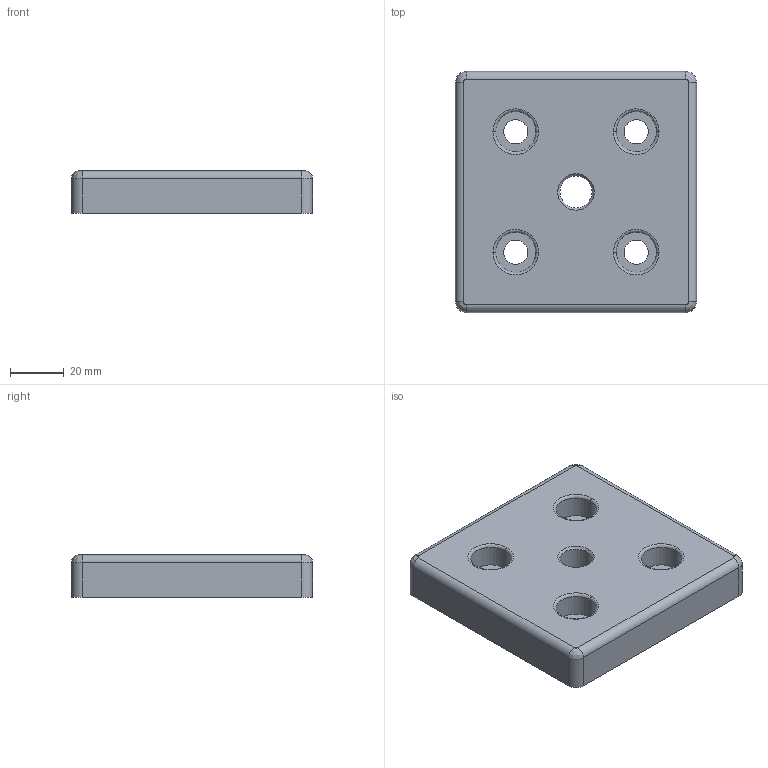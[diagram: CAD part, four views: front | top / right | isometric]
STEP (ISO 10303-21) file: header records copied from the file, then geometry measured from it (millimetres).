
FILE_DESCRIPTION (( 'STEP AP214' ), '1' );
FILE_NAME ('093t90901408s.STEP', '2014-09-08T06:07:08', ( '' ), ( '' ), 'SwSTEP 2.0', 'SolidWorks 2014', '' );
FILE_SCHEMA (( 'AUTOMOTIVE_DESIGN' ));
Length unit declared in the file: inch
Products named in the file (1): 093t90901408s
Bounding box: 90 x 90 x 16 mm (x, y, z)
Volume: 81988.2 mm3; surface area: 31498.4 mm2
Topology: 1 solids, 1 shells, 183 faces, 438 edges, 253 vertices
Faces by surface type: cylinder 89, bspline 65, plane 27, cone 2
Entity records: 9441 total; most frequent: CARTESIAN_POINT 2954, DIRECTION 893, ORIENTED_EDGE 850, EDGE_CURVE 425, AXIS2_PLACEMENT_3D 376, CIRCLE 257, VERTEX_POINT 253, EDGE_LOOP 202
